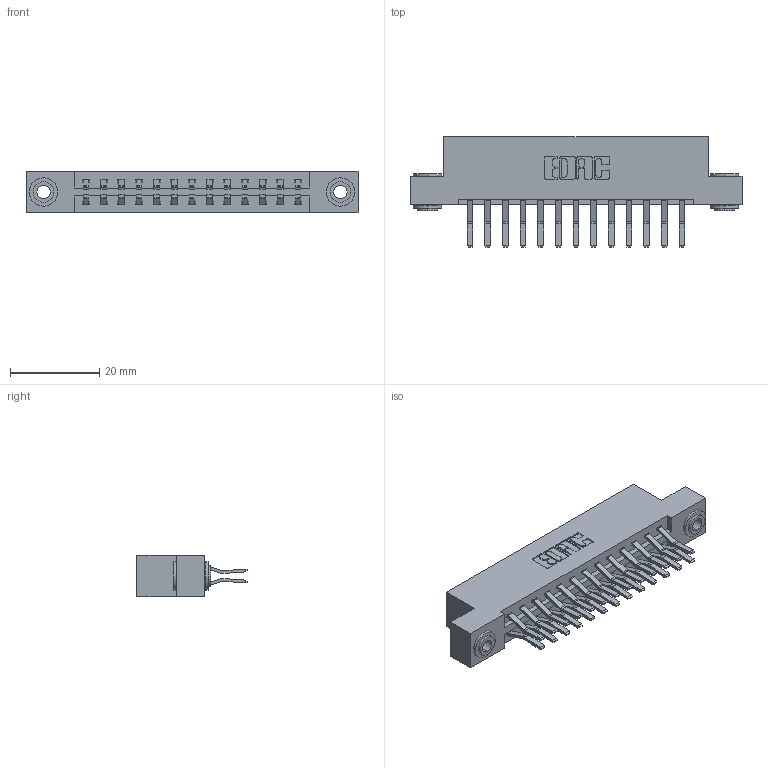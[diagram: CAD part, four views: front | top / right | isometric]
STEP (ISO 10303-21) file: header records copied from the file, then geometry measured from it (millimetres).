
FILE_DESCRIPTION (( 'STEP AP203' ), '1' );
FILE_NAME ('337-026-560-203.STEP', '2019-10-08T16:36:58', ( '' ), ( '' ), 'SwSTEP 2.0', 'SolidWorks 2016', '' );
FILE_SCHEMA (( 'CONFIG_CONTROL_DESIGN' ));
Length unit declared in the file: inch
Products named in the file (4): 345-250-002_345-250-002-102; 337-026-560-203; 337 Part_Flush Mounting Lugs - 0.156 Dia-TH; 345-292-001_560 Tail
Assembly tree (29 placements, depth 2):
  337-026-560-203
    337 Part_Flush Mounting Lugs - 0.156 Dia-TH
    345-292-001_560 Tail  x26
    345-250-002_345-250-002-102  x2
Bounding box: 74.52 x 24.78 x 9.4 mm (x, y, z)
Volume: 7657.7 mm3; surface area: 9093 mm2
Topology: 29 solids, 29 shells, 1608 faces, 4729 edges, 3114 vertices
Faces by surface type: plane 1068, cylinder 532, cone 8
Entity records: 14568 total; most frequent: CARTESIAN_POINT 2453, ORIENTED_EDGE 2382, DIRECTION 2177, EDGE_CURVE 1191, VECTOR 1035, LINE 1035, VERTEX_POINT 790, AXIS2_PLACEMENT_3D 571
